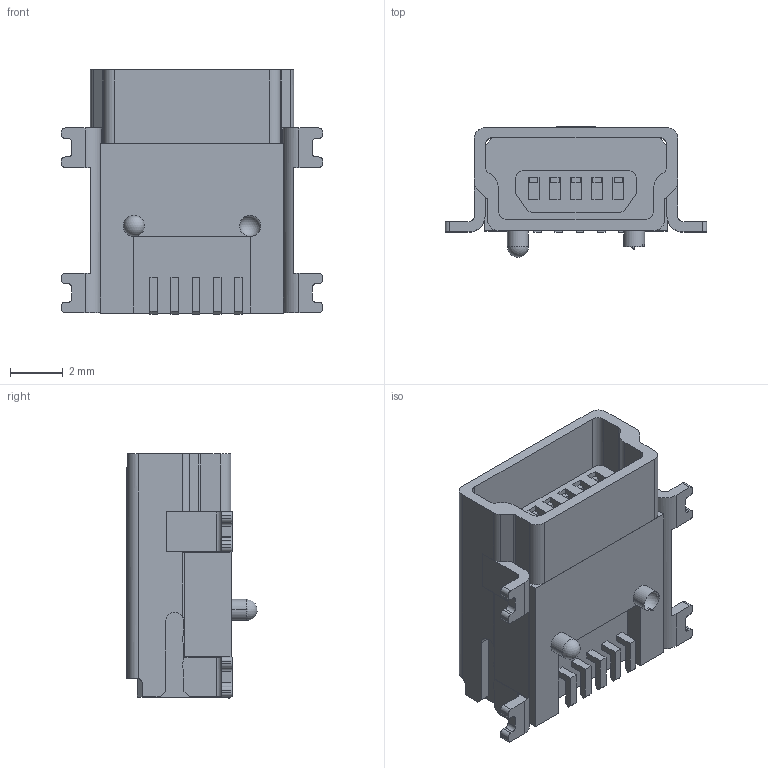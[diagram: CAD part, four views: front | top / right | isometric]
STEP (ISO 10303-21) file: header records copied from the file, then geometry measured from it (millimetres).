
FILE_DESCRIPTION(('STEP AP214'),'1');
FILE_NAME('usb_a-usb_b-m5-smd-c.stp','2014-04-29T00:01:06',('TraceParts'),('TraceParts S.A.'),'XStep 1.0',' ',' ');
FILE_SCHEMA(('automotive_design'));
Length unit declared in the file: millimetre
Products named in the file (1): 1
Bounding box: 9.9 x 4.93 x 9.25 mm (x, y, z)
Volume: 217.5 mm3; surface area: 424.8 mm2
Topology: 6 solids, 6 shells, 303 faces, 867 edges, 576 vertices
Faces by surface type: plane 199, cylinder 102, sphere 2
Entity records: 19747 total; most frequent: CARTESIAN_POINT 2073, STYLED_ITEM 1742, PRESENTATION_STYLE_ASSIGNMENT 1742, COLOUR_RGB 1742, ORIENTED_EDGE 1726, DIRECTION 1636, EDGE_CURVE 863, CURVE_STYLE 863
